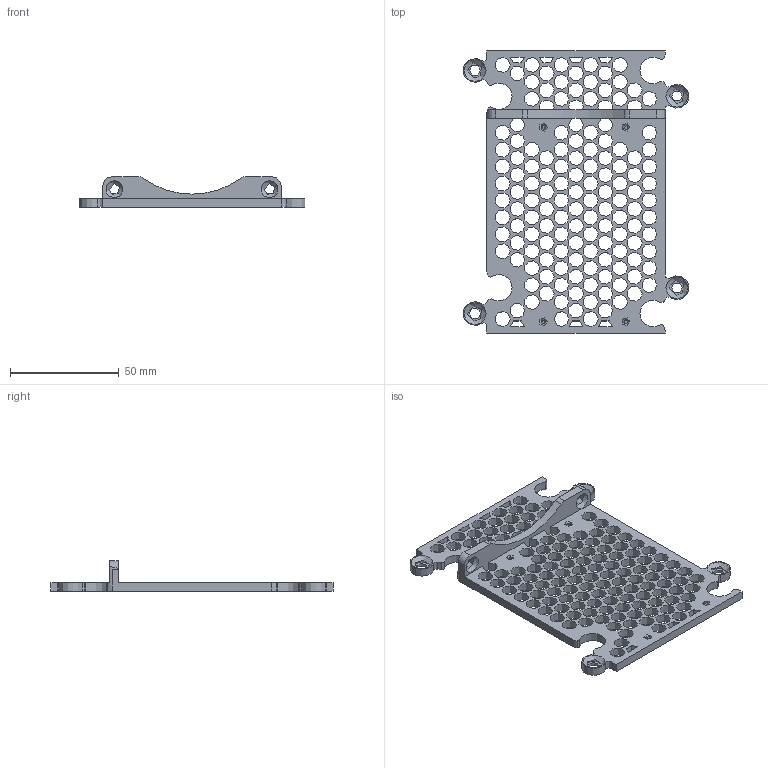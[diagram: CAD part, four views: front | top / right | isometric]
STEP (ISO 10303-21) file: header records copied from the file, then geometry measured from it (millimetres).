
FILE_DESCRIPTION(/* description */ (''),/* implementation_level */ '2;1');
FILE_NAME(/* name */ '8ac398a1-67ef-433e-9d34-162ff1c39c6f.stp',/* time_stamp */ '2025-12-19T03:26:22Z',/* author */ (''),/* organization */ (''),/* preprocessor_version */ 'ST-DEVELOPER v20.1',/* originating_system */ 'Autodesk Translation Framework v14.24.0.0',/* authorisation */ '');
FILE_SCHEMA (('AUTOMOTIVE_DESIGN { 1 0 10303 214 3 1 1 }'));
Length unit declared in the file: millimetre
Products named in the file (1): tb6600_mount
Bounding box: 103.69 x 129.93 x 14 mm (x, y, z)
Volume: 22257.3 mm3; surface area: 26927.1 mm2
Topology: 1 solids, 1 shells, 343 faces, 1025 edges, 681 vertices
Faces by surface type: cylinder 251, plane 68, bspline 9, cone 8, torus 7
Full cylindrical faces by diameter (mm): 2.529 x16, 3.086 x8, 5 x5, 6.928 x133, 7.2 x4
Entity records: 18544 total; most frequent: CARTESIAN_POINT 8601, ORIENTED_EDGE 2050, DIRECTION 1938, EDGE_CURVE 1025, AXIS2_PLACEMENT_3D 749, VERTEX_POINT 681, EDGE_LOOP 656, LINE 440
